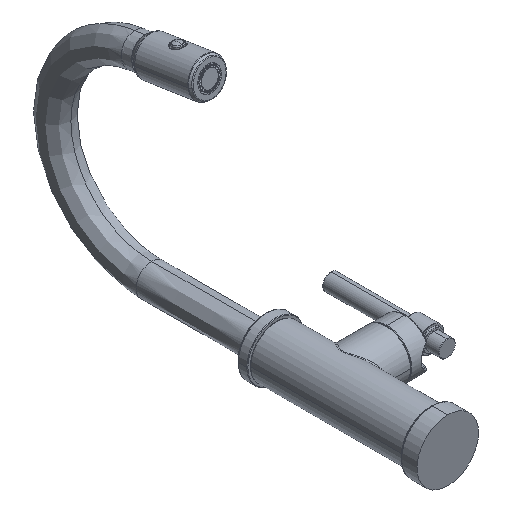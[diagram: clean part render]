
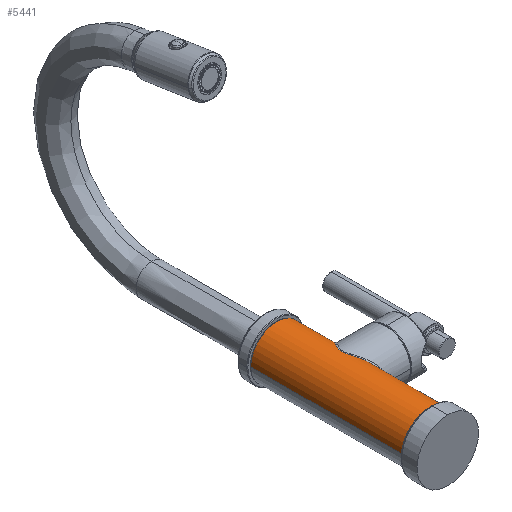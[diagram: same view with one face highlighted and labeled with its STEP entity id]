
A CAD part, isometric view. The second image highlights one B-rep face of the part: STEP entity #5441.
In plain terms, the highlighted cylindrical face has radius 24.13 mm (diameter 48.26 mm), a partial arc.
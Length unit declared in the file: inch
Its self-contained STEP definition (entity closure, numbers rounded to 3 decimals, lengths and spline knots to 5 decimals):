
#1497=CARTESIAN_POINT('',(0.,1.,0.));
#1498=DIRECTION('',(0.,1.,0.));
#1499=DIRECTION('',(-1.,0.,0.));
#1500=AXIS2_PLACEMENT_3D('',#1497,#1498,#1499);
#1505=DIRECTION('',(0.,1.,0.));
#1506=VECTOR('',#1505,5.57);
#1507=CARTESIAN_POINT('',(-0.95,1.,0.));
#1508=LINE('',#1507,#1506);
#1512=CARTESIAN_POINT('',(0.,6.57,0.));
#1513=DIRECTION('',(0.,-1.,0.));
#1514=DIRECTION('',(1.,0.,0.));
#1515=AXIS2_PLACEMENT_3D('',#1512,#1513,#1514);
#1520=DIRECTION('',(0.,-1.,0.));
#1521=VECTOR('',#1520,1.08);
#1522=CARTESIAN_POINT('',(0.95,6.57,0.));
#1523=LINE('',#1522,#1521);
#1527=CARTESIAN_POINT('',(0.95,5.49,
0.));
#1528=CARTESIAN_POINT('',(0.95,5.49,
0.02136));
#1529=CARTESIAN_POINT('',(0.94856,5.48831,
0.06444));
#1530=CARTESIAN_POINT('',(0.94188,5.48057,
0.12973));
#1531=CARTESIAN_POINT('',(0.93045,5.46729,
0.19566));
#1532=CARTESIAN_POINT('',(0.91403,5.44818,
0.26201));
#1533=CARTESIAN_POINT('',(0.89231,5.42284,
0.32858));
#1534=CARTESIAN_POINT('',(0.8648,5.39065,
0.3955));
#1535=CARTESIAN_POINT('',(0.83098,5.35089,
0.46252));
#1536=CARTESIAN_POINT('',(0.79036,5.30285,
0.5291));
#1537=CARTESIAN_POINT('',(0.74243,5.24567,
0.59462));
#1538=CARTESIAN_POINT('',(0.68718,5.17895,
0.65781));
#1539=CARTESIAN_POINT('',(0.62409,5.10139,
0.7181));
#1540=CARTESIAN_POINT('',(0.55539,5.01437,
0.77216));
#1541=CARTESIAN_POINT('',(0.49512,4.93455,
0.81163));
#1542=CARTESIAN_POINT('',(0.44325,4.86175,
0.84084));
#1543=CARTESIAN_POINT('',(0.39904,4.79454,
0.86251));
#1544=CARTESIAN_POINT('',(0.36253,4.73253,
0.87834));
#1545=CARTESIAN_POINT('',(0.33364,4.67506,
0.88962));
#1546=CARTESIAN_POINT('',(0.31228,4.62187,
0.89727));
#1547=CARTESIAN_POINT('',(0.29855,4.57375,
0.90189));
#1548=CARTESIAN_POINT('',(0.2911,4.53018,
0.9043));
#1549=CARTESIAN_POINT('',(0.28895,4.4891,
0.90499));
#1550=CARTESIAN_POINT('',(0.29131,4.44794,
0.90424));
#1551=CARTESIAN_POINT('',(0.29902,4.40423,
0.90173));
#1552=CARTESIAN_POINT('',(0.31299,4.35608,
0.89702));
#1553=CARTESIAN_POINT('',(0.33443,4.30325,
0.88932));
#1554=CARTESIAN_POINT('',(0.36333,4.24604,
0.87801));
#1555=CARTESIAN_POINT('',(0.39976,4.18431,
0.86217));
#1556=CARTESIAN_POINT('',(0.44389,4.11733,
0.8405));
#1557=CARTESIAN_POINT('',(0.49544,4.04502,
0.81143));
#1558=CARTESIAN_POINT('',(0.55561,3.96535,
0.77199));
#1559=CARTESIAN_POINT('',(0.62414,3.87854,
0.71805));
#1560=CARTESIAN_POINT('',(0.68715,3.80108,
0.65784));
#1561=CARTESIAN_POINT('',(0.74244,3.73431,
0.5946));
#1562=CARTESIAN_POINT('',(0.79036,3.67716,
0.5291));
#1563=CARTESIAN_POINT('',(0.83098,3.62911,
0.46252));
#1564=CARTESIAN_POINT('',(0.8648,3.58935,
0.3955));
#1565=CARTESIAN_POINT('',(0.89231,3.55716,
0.32859));
#1566=CARTESIAN_POINT('',(0.91402,3.53182,
0.26201));
#1567=CARTESIAN_POINT('',(0.93045,3.51271,
0.19567));
#1568=CARTESIAN_POINT('',(0.94188,3.49943,
0.12973));
#1569=CARTESIAN_POINT('',(0.94856,3.49169,
0.06444));
#1570=CARTESIAN_POINT('',(0.95,3.49,
0.02136));
#1571=CARTESIAN_POINT('',(0.95,3.49,
0.));
#1576=DIRECTION('',(0.,-1.,0.));
#1577=VECTOR('',#1576,2.49);
#1578=CARTESIAN_POINT('',(0.95,3.49,
0.));
#1579=LINE('',#1578,#1577);
#1779=CARTESIAN_POINT('',(0.95,3.49,
0.));
#1823=CARTESIAN_POINT('',(0.95,5.49,
0.));
#2896=VERTEX_POINT('',#1779);
#2897=VERTEX_POINT('',#1823);
#2902=CARTESIAN_POINT('',(0.95,6.57,0.));
#2903=CARTESIAN_POINT('',(-0.95,6.57,0.));
#2904=VERTEX_POINT('',#2902);
#2905=VERTEX_POINT('',#2903);
#3195=CARTESIAN_POINT('',(-0.95,1.,0.));
#3196=CARTESIAN_POINT('',(0.95,1.,0.));
#3197=VERTEX_POINT('',#3195);
#3198=VERTEX_POINT('',#3196);
#5423=CARTESIAN_POINT('',(0.,-0.332,0.));
#5424=DIRECTION('',(0.,1.,0.));
#5425=DIRECTION('',(1.,0.,0.));
#5426=AXIS2_PLACEMENT_3D('',#5423,#5424,#5425);
#5427=CYLINDRICAL_SURFACE('',#5426,0.95);
#5429=ORIENTED_EDGE('',*,*,#5428,.F.);
#5431=ORIENTED_EDGE('',*,*,#5430,.T.);
#5433=ORIENTED_EDGE('',*,*,#5432,.F.);
#5435=ORIENTED_EDGE('',*,*,#5434,.T.);
#5436=ORIENTED_EDGE('',*,*,#5401,.T.);
#5438=ORIENTED_EDGE('',*,*,#5437,.T.);
#5439=EDGE_LOOP('',(#5429,#5431,#5433,#5435,#5436,#5438));
#5440=FACE_OUTER_BOUND('',#5439,.F.);
#1501=CIRCLE('',#1500,0.95);
#1516=CIRCLE('',#1515,0.95);
#1572=B_SPLINE_CURVE_WITH_KNOTS('',3,(#1527,#1528,#1529,#1530,#1531,#1532,#1533,
#1534,#1535,#1536,#1537,#1538,#1539,#1540,#1541,#1542,#1543,#1544,#1545,#1546,
#1547,#1548,#1549,#1550,#1551,#1552,#1553,#1554,#1555,#1556,#1557,#1558,#1559,
#1560,#1561,#1562,#1563,#1564,#1565,#1566,#1567,#1568,#1569,#1570,#1571),
.UNSPECIFIED.,.F.,.F.,(4,1,1,1,1,1,1,1,1,1,1,1,1,1,1,1,1,1,1,1,1,1,1,1,1,1,1,1,
1,1,1,1,1,1,1,1,1,1,1,1,1,1,4),(0.,0.02381,0.04762,
0.07143,0.09524,0.11905,0.14286,
0.16667,0.19048,0.21429,0.2381,
0.2619,0.28571,0.30952,0.33333,
0.35714,0.38095,0.40476,0.42857,
0.45238,0.47619,0.5,0.52381,0.54762,
0.57143,0.59524,0.61905,0.64286,
0.66667,0.69048,0.71429,0.7381,
0.7619,0.78571,0.80952,0.83333,
0.85714,0.88095,0.90476,0.92857,
0.95238,0.97619,1.),.UNSPECIFIED.);
#5401=EDGE_CURVE('',#2897,#2896,#1572,.T.);
#5428=EDGE_CURVE('',#3197,#3198,#1501,.T.);
#5430=EDGE_CURVE('',#3197,#2905,#1508,.T.);
#5432=EDGE_CURVE('',#2904,#2905,#1516,.T.);
#5434=EDGE_CURVE('',#2904,#2897,#1523,.T.);
#5437=EDGE_CURVE('',#2896,#3198,#1579,.T.);
#5441=ADVANCED_FACE('',(#5440),#5427,.T.);
